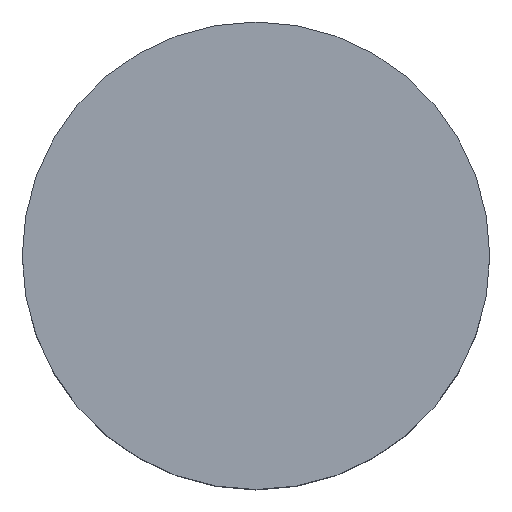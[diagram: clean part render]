
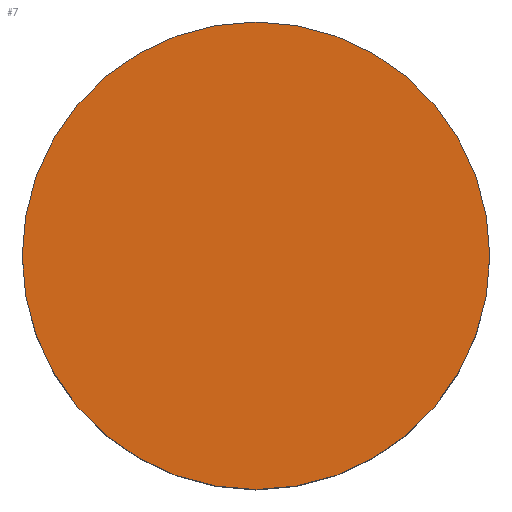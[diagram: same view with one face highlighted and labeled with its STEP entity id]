
A CAD part, top view. The second image highlights one B-rep face of the part: STEP entity #7.
In plain terms, the highlighted planar face has unit normal (0, 0, 1).
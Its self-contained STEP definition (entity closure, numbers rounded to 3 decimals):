
#3 = CIRCLE ( 'NONE', #50, 2. ) ;
#7 = ADVANCED_FACE ( 'NONE', ( #92 ), #121, .T. ) ;
#12 = DIRECTION ( 'NONE',  ( 0., 0., 1. ) ) ;
#15 = ORIENTED_EDGE ( 'NONE', *, *, #222, .T. ) ;
#16 = CARTESIAN_POINT ( 'NONE',  ( 0., 0., 0. ) ) ;
#28 = CARTESIAN_POINT ( 'NONE',  ( -2., 0., 0. ) ) ;
#33 = AXIS2_PLACEMENT_3D ( 'NONE', #350, #94, #342 ) ;
#50 = AXIS2_PLACEMENT_3D ( 'NONE', #16, #12, #66 ) ;
#66 = DIRECTION ( 'NONE',  ( 1., 0., 0. ) ) ;
#71 = VERTEX_POINT ( 'NONE', #28 ) ;
#84 = DIRECTION ( 'NONE',  ( 0., 0., 1. ) ) ;
#87 = CIRCLE ( 'NONE', #305, 2. ) ;
#92 = FACE_OUTER_BOUND ( 'NONE', #348, .T. ) ;
#94 = DIRECTION ( 'NONE',  ( 0., 0., 1. ) ) ;
#121 = PLANE ( 'NONE',  #33 ) ;
#141 = CARTESIAN_POINT ( 'NONE',  ( 0., 0., 0. ) ) ;
#148 = VERTEX_POINT ( 'NONE', #158 ) ;
#158 = CARTESIAN_POINT ( 'NONE',  ( 2., 0., 0. ) ) ;
#198 = ORIENTED_EDGE ( 'NONE', *, *, #320, .T. ) ;
#222 = EDGE_CURVE ( 'NONE', #148, #71, #87, .T. ) ;
#253 = DIRECTION ( 'NONE',  ( 1., 0., 0. ) ) ;
#305 = AXIS2_PLACEMENT_3D ( 'NONE', #141, #84, #253 ) ;
#320 = EDGE_CURVE ( 'NONE', #71, #148, #3, .T. ) ;
#342 = DIRECTION ( 'NONE',  ( 1., 0., 0. ) ) ;
#348 = EDGE_LOOP ( 'NONE', ( #15, #198 ) ) ;
#350 = CARTESIAN_POINT ( 'NONE',  ( 0., 0., 0. ) ) ;
